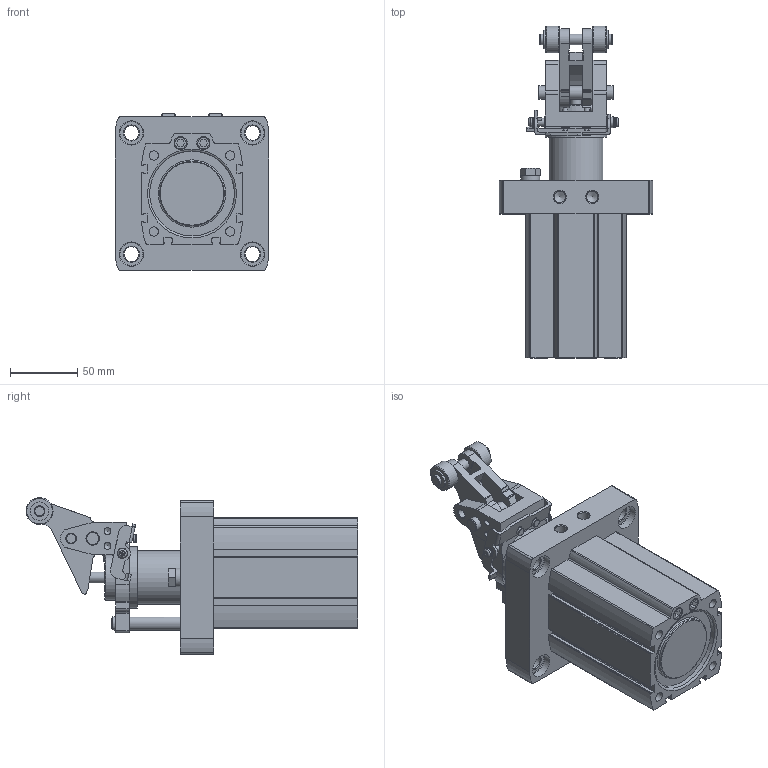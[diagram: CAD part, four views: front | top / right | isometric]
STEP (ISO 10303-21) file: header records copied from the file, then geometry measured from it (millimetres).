
FILE_DESCRIPTION(/* description */ ('STEP AP214'),/* implementation_level */ '2;1');
FILE_NAME(/* name */ '8085913_DFST-63-30-DL-Y4-A-S-G2',/* time_stamp */ '2024-08-15T23:19:40+02:00',/* author */ ('License CC BY-ND 4.0'),/* organization */ ('CADENAS'),/* preprocessor_version */ 'ST-DEVELOPER v19.3',/* originating_system */ 'PARTsolutions',/* authorisation */ ' ');
FILE_SCHEMA (('AUTOMOTIVE_DESIGN {1 0 10303 214 3 1 1}'));
Length unit declared in the file: millimetre
Products named in the file (8): 8085913 DFST-63-30-DL-Y4-A-S-G2---(30 Start high); 8085913 DFST-63---(mechanicalhighh); 8085913 DFST-63---(mechanicalhighc); 8085913 DFST-63---(mechanical highl); 8093805 DADP-TU-F3-63---(high); -DFST-CAP4_scr; 8085913 DFST-63---(mechanical high 2s); 8085913 DFST-63---(mechanical high 1s)
Assembly tree (8 placements, depth 2):
  8085913 DFST-63-30-DL-Y4-A-S-G2---(30 Start high)
    8085913 DFST-63---(mechanicalhighh)
    8085913 DFST-63---(mechanicalhighc)
    8085913 DFST-63---(mechanical highl)
    8093805 DADP-TU-F3-63---(high)
    -DFST-CAP4_scr  x2
    8085913 DFST-63---(mechanical high 2s)
    8085913 DFST-63---(mechanical high 1s)
Bounding box: 114 x 246.5 x 116.29 mm (x, y, z)
Volume: 932433.8 mm3; surface area: 175368.7 mm2
Topology: 8 solids, 8 shells, 684 faces, 1647 edges, 1068 vertices
Faces by surface type: plane 345, cylinder 237, cone 61, torus 40, sphere 1
Full cylindrical faces by diameter (mm): 2.5 x2, 3.242 x2, 4 x2, 5 x6, 6 x10, 6.647 x4, 6.9 x4, 6.917 x2, 7 x1, 7.1 x1, 7.6 x2, 8 x17, 8.5 x4, 8.566 x4, 9.728 x2, 10 x6, 10.1 x4, 11 x4, 13 x4, 13.8 x2, 14 x5, 18 x8, 20 x2, 34 x1, 40 x2, 46 x1, 48 x1, 63 x3
Entity records: 18554 total; most frequent: DIRECTION 3292, CARTESIAN_POINT 3160, ORIENTED_EDGE 2752, EDGE_CURVE 1376, AXIS2_PLACEMENT_3D 1256, VERTEX_POINT 1019, FACE_BOUND 995, EDGE_LOOP 985
